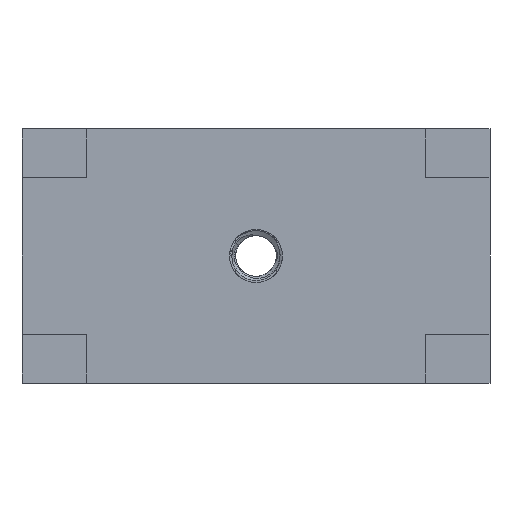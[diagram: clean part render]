
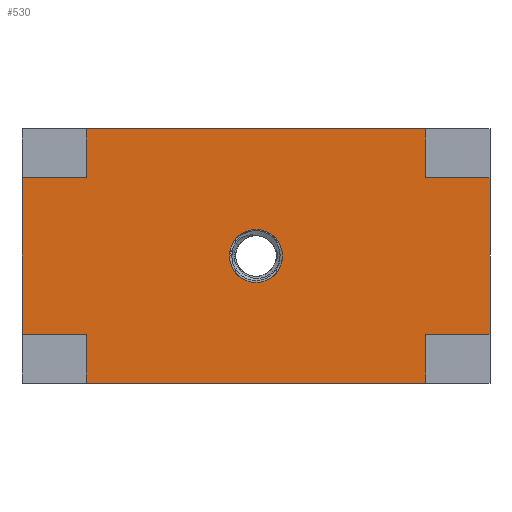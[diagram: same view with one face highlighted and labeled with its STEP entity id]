
A CAD part, front view. The second image highlights one B-rep face of the part: STEP entity #530.
In plain terms, the highlighted planar face has unit normal (0, -1, 0).
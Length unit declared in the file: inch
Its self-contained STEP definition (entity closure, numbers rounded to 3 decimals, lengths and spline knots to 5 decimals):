
#118=FACE_BOUND('',#768,.T.);
#119=FACE_BOUND('',#769,.T.);
#152=PLANE('',#1977);
#238=LINE('',#3259,#372);
#242=LINE('',#3267,#376);
#247=LINE('',#3278,#381);
#250=LINE('',#3284,#384);
#252=LINE('',#3288,#386);
#258=LINE('',#3302,#392);
#259=LINE('',#3303,#393);
#260=LINE('',#3304,#394);
#261=LINE('',#3305,#395);
#262=LINE('',#3307,#396);
#263=LINE('',#3309,#397);
#264=LINE('',#3310,#398);
#372=VECTOR('',#2220,1.);
#376=VECTOR('',#2226,1.);
#381=VECTOR('',#2233,1.);
#384=VECTOR('',#2238,1.);
#386=VECTOR('',#2242,1.);
#392=VECTOR('',#2254,1.);
#393=VECTOR('',#2255,1.);
#394=VECTOR('',#2256,1.);
#395=VECTOR('',#2257,1.);
#396=VECTOR('',#2258,1.);
#397=VECTOR('',#2259,1.);
#398=VECTOR('',#2260,1.);
#455=CIRCLE('',#1976,0.13);
#530=ADVANCED_FACE('',(#118,#119),#152,.T.);
#768=EDGE_LOOP('',(#996));
#769=EDGE_LOOP('',(#997,#998,#999,#1000,#1001,#1002,#1003,#1004,#1005,#1006,
#1007,#1008));
#996=ORIENTED_EDGE('',*,*,#1701,.F.);
#997=ORIENTED_EDGE('',*,*,#1690,.F.);
#998=ORIENTED_EDGE('',*,*,#1702,.F.);
#999=ORIENTED_EDGE('',*,*,#1681,.F.);
#1000=ORIENTED_EDGE('',*,*,#1703,.T.);
#1001=ORIENTED_EDGE('',*,*,#1685,.F.);
#1002=ORIENTED_EDGE('',*,*,#1704,.T.);
#1003=ORIENTED_EDGE('',*,*,#1693,.T.);
#1004=ORIENTED_EDGE('',*,*,#1705,.T.);
#1005=ORIENTED_EDGE('',*,*,#1706,.T.);
#1006=ORIENTED_EDGE('',*,*,#1707,.F.);
#1007=ORIENTED_EDGE('',*,*,#1695,.T.);
#1008=ORIENTED_EDGE('',*,*,#1708,.F.);
#1504=VERTEX_POINT('',#3258);
#1505=VERTEX_POINT('',#3260);
#1508=VERTEX_POINT('',#3268);
#1509=VERTEX_POINT('',#3269);
#1512=VERTEX_POINT('',#3277);
#1513=VERTEX_POINT('',#3279);
#1514=VERTEX_POINT('',#3283);
#1515=VERTEX_POINT('',#3285);
#1516=VERTEX_POINT('',#3289);
#1517=VERTEX_POINT('',#3290);
#1520=VERTEX_POINT('',#3301);
#1521=VERTEX_POINT('',#3306);
#1522=VERTEX_POINT('',#3308);
#1681=EDGE_CURVE('',#1504,#1505,#238,.T.);
#1685=EDGE_CURVE('',#1508,#1509,#242,.T.);
#1690=EDGE_CURVE('',#1512,#1513,#247,.T.);
#1693=EDGE_CURVE('',#1515,#1514,#250,.T.);
#1695=EDGE_CURVE('',#1516,#1517,#252,.T.);
#1701=EDGE_CURVE('',#1520,#1520,#455,.T.);
#1702=EDGE_CURVE('',#1505,#1512,#258,.T.);
#1703=EDGE_CURVE('',#1504,#1509,#259,.T.);
#1704=EDGE_CURVE('',#1508,#1515,#260,.T.);
#1705=EDGE_CURVE('',#1514,#1521,#261,.T.);
#1706=EDGE_CURVE('',#1521,#1522,#262,.T.);
#1707=EDGE_CURVE('',#1516,#1522,#263,.T.);
#1708=EDGE_CURVE('',#1513,#1517,#264,.T.);
#1976=AXIS2_PLACEMENT_3D('',#3300,#2252,#2253);
#1977=AXIS2_PLACEMENT_3D('',#3311,#2261,#2262);
#2220=DIRECTION('',(0.,0.,1.));
#2226=DIRECTION('',(0.,0.,1.));
#2233=DIRECTION('',(0.,0.,1.));
#2238=DIRECTION('',(0.,0.,1.));
#2242=DIRECTION('',(0.,0.,1.));
#2252=DIRECTION('',(0.,-1.,0.));
#2253=DIRECTION('',(1.,0.,0.));
#2254=DIRECTION('',(1.,0.,0.));
#2255=DIRECTION('',(1.,0.,0.));
#2256=DIRECTION('',(1.,0.,0.));
#2257=DIRECTION('',(1.,0.,0.));
#2258=DIRECTION('',(0.,0.,1.));
#2259=DIRECTION('',(1.,0.,0.));
#2260=DIRECTION('',(1.,0.,0.));
#2261=DIRECTION('',(0.,-1.,0.));
#2262=DIRECTION('',(-1.,0.,0.));
#3258=CARTESIAN_POINT('',(16.18,-0.79,10.365));
#3259=CARTESIAN_POINT('',(16.18,-0.79,10.365));
#3260=CARTESIAN_POINT('',(16.18,-0.79,11.135));
#3267=CARTESIAN_POINT('',(16.495,-0.79,10.125));
#3268=CARTESIAN_POINT('',(16.495,-0.79,10.125));
#3269=CARTESIAN_POINT('',(16.495,-0.79,10.365));
#3277=CARTESIAN_POINT('',(16.495,-0.79,11.135));
#3278=CARTESIAN_POINT('',(16.495,-0.79,10.125));
#3279=CARTESIAN_POINT('',(16.495,-0.79,11.375));
#3283=CARTESIAN_POINT('',(18.165,-0.79,10.365));
#3284=CARTESIAN_POINT('',(18.165,-0.79,10.125));
#3285=CARTESIAN_POINT('',(18.165,-0.79,10.125));
#3288=CARTESIAN_POINT('',(18.165,-0.79,10.125));
#3289=CARTESIAN_POINT('',(18.165,-0.79,11.135));
#3290=CARTESIAN_POINT('',(18.165,-0.79,11.375));
#3300=CARTESIAN_POINT('',(17.33,-0.79,10.75));
#3301=CARTESIAN_POINT('',(17.46,-0.79,10.75));
#3302=CARTESIAN_POINT('',(18.48,-0.79,11.135));
#3303=CARTESIAN_POINT('',(18.48,-0.79,10.365));
#3304=CARTESIAN_POINT('',(16.495,-0.79,10.125));
#3305=CARTESIAN_POINT('',(18.48,-0.79,10.365));
#3306=CARTESIAN_POINT('',(18.48,-0.79,10.365));
#3307=CARTESIAN_POINT('',(18.48,-0.79,10.365));
#3308=CARTESIAN_POINT('',(18.48,-0.79,11.135));
#3309=CARTESIAN_POINT('',(18.48,-0.79,11.135));
#3310=CARTESIAN_POINT('',(16.495,-0.79,11.375));
#3311=CARTESIAN_POINT('',(16.495,-0.79,10.125));
